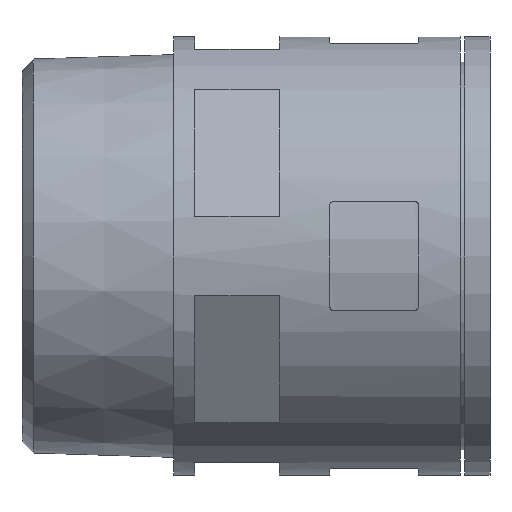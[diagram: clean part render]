
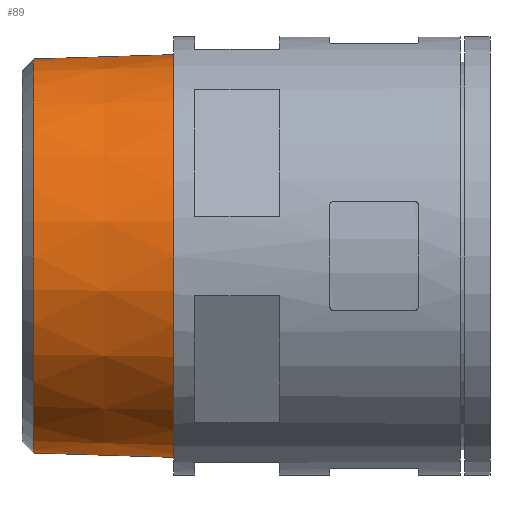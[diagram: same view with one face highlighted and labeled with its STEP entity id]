
A CAD part, front view. The second image highlights one B-rep face of the part: STEP entity #89.
In plain terms, the highlighted conical face has half-angle 1.788 degrees and reference radius 23.36 mm.
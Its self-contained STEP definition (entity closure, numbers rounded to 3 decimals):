
#89 = ADVANCED_FACE( '', ( #186, #187 ), #188, .T. );
#186 = FACE_OUTER_BOUND( '', #352, .T. );
#187 = FACE_BOUND( '', #353, .T. );
#188 = CONICAL_SURFACE( '', #354, 23.36, 0.031 );
#352 = EDGE_LOOP( '', ( #632 ) );
#353 = EDGE_LOOP( '', ( #633 ) );
#354 = AXIS2_PLACEMENT_3D( '', #634, #635, #636 );
#632 = ORIENTED_EDGE( '', *, *, #1080, .F. );
#633 = ORIENTED_EDGE( '', *, *, #1083, .T. );
#634 = CARTESIAN_POINT( '', ( 1.362, 0., 0. ) );
#635 = DIRECTION( '', ( 1., 0., 0. ) );
#636 = DIRECTION( '', ( 0., 0., -1. ) );
#1080 = EDGE_CURVE( '', #1314, #1314, #1315, .T. );
#1083 = EDGE_CURVE( '', #1318, #1318, #1319, .T. );
#1314 = VERTEX_POINT( '', #1758 );
#1315 = CIRCLE( '', #1759, 23.879 );
#1318 = VERTEX_POINT( '', #1764 );
#1319 = CIRCLE( '', #1765, 23.36 );
#1758 = CARTESIAN_POINT( '', ( 18., 0., -23.879 ) );
#1759 = AXIS2_PLACEMENT_3D( '', #1982, #1983, #1984 );
#1764 = CARTESIAN_POINT( '', ( 1.362, 0., -23.36 ) );
#1765 = AXIS2_PLACEMENT_3D( '', #1987, #1988, #1989 );
#1982 = CARTESIAN_POINT( '', ( 18., 0., 0. ) );
#1983 = DIRECTION( '', ( 1., 0., 0. ) );
#1984 = DIRECTION( '', ( 0., 0., -1. ) );
#1987 = CARTESIAN_POINT( '', ( 1.362, 0., 0. ) );
#1988 = DIRECTION( '', ( 1., 0., 0. ) );
#1989 = DIRECTION( '', ( 0., 0., -1. ) );
